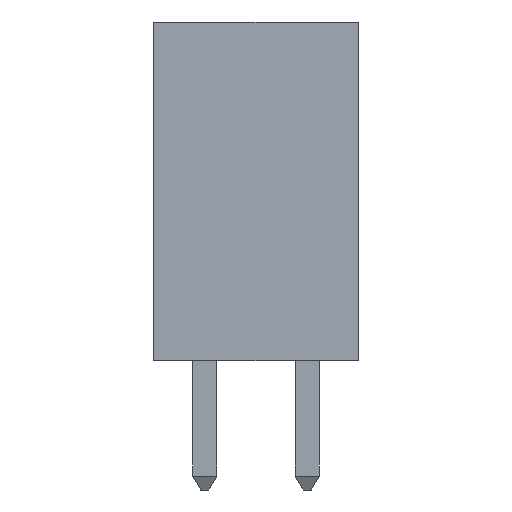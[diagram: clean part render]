
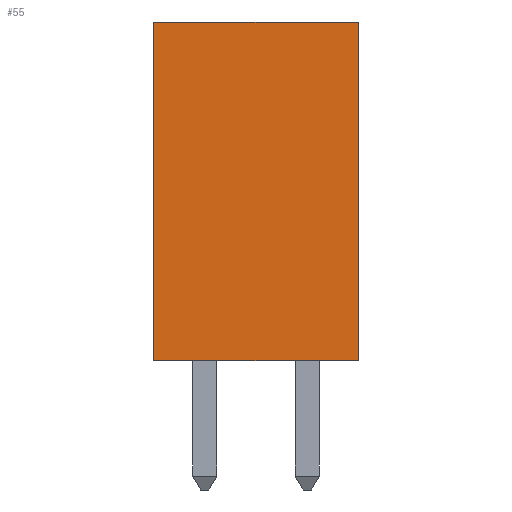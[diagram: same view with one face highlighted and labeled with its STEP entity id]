
A CAD part, front view. The second image highlights one B-rep face of the part: STEP entity #55.
In plain terms, the highlighted planar face has unit normal (0, -1, 0).
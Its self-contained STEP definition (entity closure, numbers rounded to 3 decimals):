
#12 = EDGE_CURVE ( 'NONE', #2242, #1886, #213, .T. ) ;
#55 = ADVANCED_FACE ( 'NONE', ( #1675 ), #1321, .T. ) ;
#127 = EDGE_LOOP ( 'NONE', ( #1127, #2504, #1688, #1366 ) ) ;
#213 = LINE ( 'NONE', #364, #1259 ) ;
#242 = VERTEX_POINT ( 'NONE', #887 ) ;
#296 = VECTOR ( 'NONE', #2481, 1000. ) ;
#364 = CARTESIAN_POINT ( 'NONE',  ( 3.81, -1.27, 0. ) ) ;
#431 = DIRECTION ( 'NONE',  ( 1., 0., 0. ) ) ;
#501 = DIRECTION ( 'NONE',  ( 0., 0., -1. ) ) ;
#537 = EDGE_CURVE ( 'NONE', #242, #1886, #2544, .T. ) ;
#544 = VERTEX_POINT ( 'NONE', #2677 ) ;
#631 = CARTESIAN_POINT ( 'NONE',  ( -1.27, -1.27, 0. ) ) ;
#850 = DIRECTION ( 'NONE',  ( 0., 0., 1. ) ) ;
#887 = CARTESIAN_POINT ( 'NONE',  ( -1.27, -1.27, 0. ) ) ;
#900 = DIRECTION ( 'NONE',  ( 0., 0., -1. ) ) ;
#936 = CARTESIAN_POINT ( 'NONE',  ( -1.27, -1.27, 0. ) ) ;
#953 = VECTOR ( 'NONE', #850, 1000. ) ;
#966 = CARTESIAN_POINT ( 'NONE',  ( 3.81, -1.27, 0. ) ) ;
#970 = EDGE_CURVE ( 'NONE', #242, #544, #1109, .T. ) ;
#1082 = CARTESIAN_POINT ( 'NONE',  ( 0., -1.27, 8.4 ) ) ;
#1109 = LINE ( 'NONE', #1706, #953 ) ;
#1127 = ORIENTED_EDGE ( 'NONE', *, *, #2276, .F. ) ;
#1135 = LINE ( 'NONE', #1082, #2174 ) ;
#1259 = VECTOR ( 'NONE', #501, 1000. ) ;
#1264 = AXIS2_PLACEMENT_3D ( 'NONE', #936, #1747, #900 ) ;
#1321 = PLANE ( 'NONE',  #1264 ) ;
#1366 = ORIENTED_EDGE ( 'NONE', *, *, #12, .F. ) ;
#1675 = FACE_OUTER_BOUND ( 'NONE', #127, .T. ) ;
#1688 = ORIENTED_EDGE ( 'NONE', *, *, #537, .T. ) ;
#1706 = CARTESIAN_POINT ( 'NONE',  ( -1.27, -1.27, 0. ) ) ;
#1747 = DIRECTION ( 'NONE',  ( 0., -1., 0. ) ) ;
#1886 = VERTEX_POINT ( 'NONE', #966 ) ;
#2068 = CARTESIAN_POINT ( 'NONE',  ( 3.81, -1.27, 8.4 ) ) ;
#2174 = VECTOR ( 'NONE', #431, 1000. ) ;
#2242 = VERTEX_POINT ( 'NONE', #2068 ) ;
#2276 = EDGE_CURVE ( 'NONE', #544, #2242, #1135, .T. ) ;
#2481 = DIRECTION ( 'NONE',  ( 1., 0., 0. ) ) ;
#2504 = ORIENTED_EDGE ( 'NONE', *, *, #970, .F. ) ;
#2544 = LINE ( 'NONE', #631, #296 ) ;
#2677 = CARTESIAN_POINT ( 'NONE',  ( -1.27, -1.27, 8.4 ) ) ;
